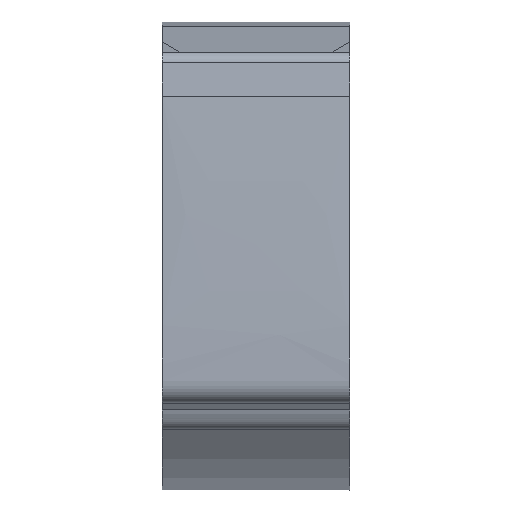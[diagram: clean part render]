
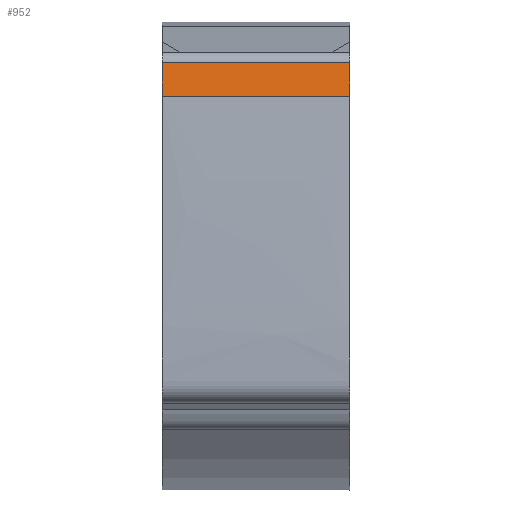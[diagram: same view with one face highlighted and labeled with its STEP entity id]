
A CAD part, top view. The second image highlights one B-rep face of the part: STEP entity #952.
In plain terms, the highlighted planar face has unit normal (0, 0.117, 0.993).
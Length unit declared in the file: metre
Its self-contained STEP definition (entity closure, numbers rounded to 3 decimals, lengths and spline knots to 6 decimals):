
#56=PLANE('',#1037);
#70=LINE('',#1312,#166);
#138=LINE('',#1685,#234);
#139=LINE('',#1687,#235);
#140=LINE('',#1689,#236);
#166=VECTOR('',#1072,1.);
#234=VECTOR('',#1232,1.);
#235=VECTOR('',#1233,1.);
#236=VECTOR('',#1234,1.);
#391=ORIENTED_EDGE('',*,*,#630,.F.);
#392=ORIENTED_EDGE('',*,*,#541,.T.);
#393=ORIENTED_EDGE('',*,*,#631,.T.);
#394=ORIENTED_EDGE('',*,*,#632,.T.);
#541=EDGE_CURVE('',#680,#678,#70,.T.);
#630=EDGE_CURVE('',#680,#743,#138,.T.);
#631=EDGE_CURVE('',#678,#744,#139,.T.);
#632=EDGE_CURVE('',#744,#743,#140,.T.);
#678=VERTEX_POINT('',#1310);
#680=VERTEX_POINT('',#1313);
#743=VERTEX_POINT('',#1686);
#744=VERTEX_POINT('',#1688);
#825=EDGE_LOOP('',(#391,#392,#393,#394));
#885=FACE_BOUND('',#825,.T.);
#952=ADVANCED_FACE('',(#885),#56,.T.);
#1037=AXIS2_PLACEMENT_3D('',#1684,#1230,#1231);
#1072=DIRECTION('',(-1.,0.,0.));
#1230=DIRECTION('',(0.,0.117,0.993));
#1231=DIRECTION('',(0.,-0.993,0.117));
#1232=DIRECTION('',(0.,-0.993,0.117));
#1233=DIRECTION('',(0.,-0.993,0.117));
#1234=DIRECTION('',(1.,0.,0.));
#1310=CARTESIAN_POINT('',(-0.012,0.034944,0.054124));
#1312=CARTESIAN_POINT('',(0.,0.034944,0.054124));
#1313=CARTESIAN_POINT('',(0.012,0.034944,0.054124));
#1684=CARTESIAN_POINT('',(0.,0.030667,0.054629));
#1685=CARTESIAN_POINT('',(0.012,0.030667,0.054629));
#1686=CARTESIAN_POINT('',(0.012,0.030667,0.054629));
#1687=CARTESIAN_POINT('',(-0.012,0.030667,0.054629));
#1688=CARTESIAN_POINT('',(-0.012,0.030667,0.054629));
#1689=CARTESIAN_POINT('',(0.,0.030667,0.054629));
